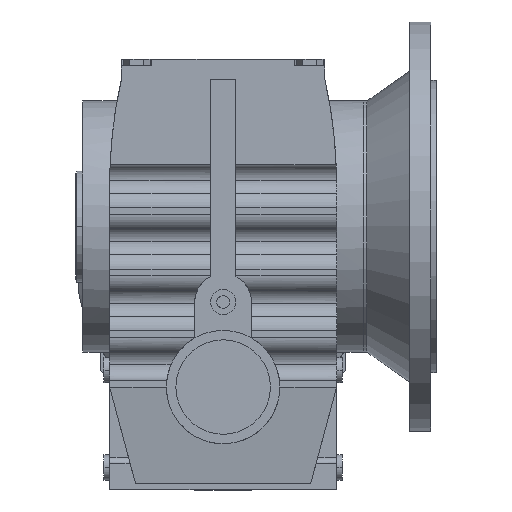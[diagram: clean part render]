
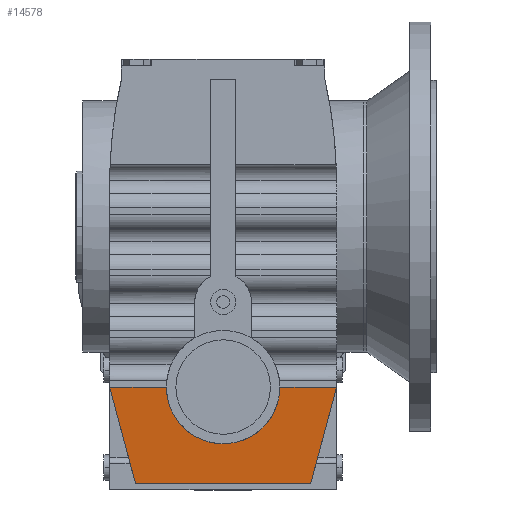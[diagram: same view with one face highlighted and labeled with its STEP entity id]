
A CAD part, top view. The second image highlights one B-rep face of the part: STEP entity #14578.
In plain terms, the highlighted planar face has unit normal (0, -0.108, 0.994).
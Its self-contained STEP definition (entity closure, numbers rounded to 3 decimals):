
#4420 = VERTEX_POINT('',#4421);
#4421 = CARTESIAN_POINT('',(-97.,-100.,320.375));
#4435 = PLANE('',#4436);
#4436 = AXIS2_PLACEMENT_3D('',#4437,#4438,#4439);
#4437 = CARTESIAN_POINT('',(-97.,-100.,-3.));
#4438 = DIRECTION('',(-0.966,-0.259,0.));
#4439 = DIRECTION('',(0.259,-0.966,0.));
#4463 = PLANE('',#4464);
#4464 = AXIS2_PLACEMENT_3D('',#4465,#4466,#4467);
#4465 = CARTESIAN_POINT('',(97.,180.5,320.375));
#4466 = DIRECTION('',(0.,0.,-1.));
#4467 = DIRECTION('',(0.,1.,0.));
#8486 = VERTEX_POINT('',#8487);
#8487 = CARTESIAN_POINT('',(-48.5,-100.,320.375));
#8533 = EDGE_CURVE('',#8486,#4420,#8534,.T.);
#8534 = SURFACE_CURVE('',#8535,(#8539,#8546),.PCURVE_S1.);
#8535 = LINE('',#8536,#8537);
#8536 = CARTESIAN_POINT('',(97.,-100.,320.375));
#8537 = VECTOR('',#8538,1.);
#8538 = DIRECTION('',(-1.,0.,0.));
#8539 = PCURVE('',#4463,#8540);
#8540 = DEFINITIONAL_REPRESENTATION('',(#8541),#8545);
#8541 = LINE('',#8542,#8543);
#8542 = CARTESIAN_POINT('',(-280.5,0.));
#8543 = VECTOR('',#8544,1.);
#8544 = DIRECTION('',(0.,-1.));
#8545 = ( GEOMETRIC_REPRESENTATION_CONTEXT(2) 
PARAMETRIC_REPRESENTATION_CONTEXT() REPRESENTATION_CONTEXT('2D SPACE',''
  ) );
#8546 = PCURVE('',#8547,#8552);
#8547 = PLANE('',#8548);
#8548 = AXIS2_PLACEMENT_3D('',#8549,#8550,#8551);
#8549 = CARTESIAN_POINT('',(97.,-182.5,311.375));
#8550 = DIRECTION('',(0.,0.108,-0.994));
#8551 = DIRECTION('',(0.,0.994,0.108));
#8552 = DEFINITIONAL_REPRESENTATION('',(#8553),#8557);
#8553 = LINE('',#8554,#8555);
#8554 = CARTESIAN_POINT('',(82.989,0.));
#8555 = VECTOR('',#8556,1.);
#8556 = DIRECTION('',(0.,-1.));
#8557 = ( GEOMETRIC_REPRESENTATION_CONTEXT(2) 
PARAMETRIC_REPRESENTATION_CONTEXT() REPRESENTATION_CONTEXT('2D SPACE',''
  ) );
#9329 = VERTEX_POINT('',#9330);
#9330 = CARTESIAN_POINT('',(-74.894,-182.5,311.375));
#9344 = PLANE('',#9345);
#9345 = AXIS2_PLACEMENT_3D('',#9346,#9347,#9348);
#9346 = CARTESIAN_POINT('',(97.,-182.5,49.375));
#9347 = DIRECTION('',(0.,1.,0.));
#9348 = DIRECTION('',(0.,0.,1.));
#9356 = EDGE_CURVE('',#9329,#4420,#9357,.T.);
#9357 = SURFACE_CURVE('',#9358,(#9362,#9369),.PCURVE_S1.);
#9358 = LINE('',#9359,#9360);
#9359 = CARTESIAN_POINT('',(-63.506,-225.002,
    306.738));
#9360 = VECTOR('',#9361,1.);
#9361 = DIRECTION('',(-0.257,0.961,0.105));
#9362 = PCURVE('',#4435,#9363);
#9363 = DEFINITIONAL_REPRESENTATION('',(#9364),#9368);
#9364 = LINE('',#9365,#9366);
#9365 = CARTESIAN_POINT('',(129.411,309.738));
#9366 = VECTOR('',#9367,1.);
#9367 = DIRECTION('',(-0.994,0.105));
#9368 = ( GEOMETRIC_REPRESENTATION_CONTEXT(2) 
PARAMETRIC_REPRESENTATION_CONTEXT() REPRESENTATION_CONTEXT('2D SPACE',''
  ) );
#9369 = PCURVE('',#8547,#9370);
#9370 = DEFINITIONAL_REPRESENTATION('',(#9371),#9375);
#9371 = LINE('',#9372,#9373);
#9372 = CARTESIAN_POINT('',(-42.754,-160.506));
#9373 = VECTOR('',#9374,1.);
#9374 = DIRECTION('',(0.966,-0.257));
#9375 = ( GEOMETRIC_REPRESENTATION_CONTEXT(2) 
PARAMETRIC_REPRESENTATION_CONTEXT() REPRESENTATION_CONTEXT('2D SPACE',''
  ) );
#9753 = PLANE('',#9754);
#9754 = AXIS2_PLACEMENT_3D('',#9755,#9756,#9757);
#9755 = CARTESIAN_POINT('',(97.,-100.,-3.));
#9756 = DIRECTION('',(0.966,-0.259,0.));
#9757 = DIRECTION('',(0.259,0.966,0.));
#12940 = VERTEX_POINT('',#12941);
#12941 = CARTESIAN_POINT('',(48.5,-100.,320.375));
#12954 = CYLINDRICAL_SURFACE('',#12955,48.5);
#12955 = AXIS2_PLACEMENT_3D('',#12956,#12957,#12958);
#12956 = CARTESIAN_POINT('',(0.,-100.,324.375));
#12957 = DIRECTION('',(0.,0.,-1.));
#12958 = DIRECTION('',(-1.,0.,0.));
#12981 = PLANE('',#12982);
#12982 = AXIS2_PLACEMENT_3D('',#12983,#12984,#12985);
#12983 = CARTESIAN_POINT('',(97.,180.5,320.375));
#12984 = DIRECTION('',(0.,0.,-1.));
#12985 = DIRECTION('',(0.,1.,0.));
#14281 = VERTEX_POINT('',#14282);
#14282 = CARTESIAN_POINT('',(97.,-100.,320.375));
#14578 = ADVANCED_FACE('',(#14579),#8547,.F.);
#14579 = FACE_BOUND('',#14580,.T.);
#14580 = EDGE_LOOP('',(#14581,#14626,#14627,#14628,#14651,#14672));
#14581 = ORIENTED_EDGE('',*,*,#14582,.F.);
#14582 = EDGE_CURVE('',#8486,#12940,#14583,.T.);
#14583 = SURFACE_CURVE('',#14584,(#14589,#14597),.PCURVE_S1.);
#14584 = ( BOUNDED_CURVE() B_SPLINE_CURVE(3,(#14585,#14586,#14587,#14588
),.UNSPECIFIED.,.F.,.F.) B_SPLINE_CURVE_WITH_KNOTS((4,4),(4.712
,7.854),.PIECEWISE_BEZIER_KNOTS.) CURVE() 
GEOMETRIC_REPRESENTATION_ITEM() RATIONAL_B_SPLINE_CURVE((1.,
0.333,0.333,1.)) REPRESENTATION_ITEM('') );
#14585 = CARTESIAN_POINT('',(-48.5,-100.,320.375));
#14586 = CARTESIAN_POINT('',(-48.5,-197.,309.793));
#14587 = CARTESIAN_POINT('',(48.5,-197.,309.793));
#14588 = CARTESIAN_POINT('',(48.5,-100.,320.375));
#14589 = PCURVE('',#8547,#14590);
#14590 = DEFINITIONAL_REPRESENTATION('',(#14591),#14596);
#14591 = ( BOUNDED_CURVE() B_SPLINE_CURVE(3,(#14592,#14593,#14594,#14595
),.UNSPECIFIED.,.F.,.F.) B_SPLINE_CURVE_WITH_KNOTS((4,4),(4.712
,7.854),.PIECEWISE_BEZIER_KNOTS.) CURVE() 
GEOMETRIC_REPRESENTATION_ITEM() RATIONAL_B_SPLINE_CURVE((1.,
0.333,0.333,1.)) REPRESENTATION_ITEM('') );
#14592 = CARTESIAN_POINT('',(82.989,-145.5));
#14593 = CARTESIAN_POINT('',(-14.586,-145.5));
#14594 = CARTESIAN_POINT('',(-14.586,-48.5));
#14595 = CARTESIAN_POINT('',(82.989,-48.5));
#14596 = ( GEOMETRIC_REPRESENTATION_CONTEXT(2) 
PARAMETRIC_REPRESENTATION_CONTEXT() REPRESENTATION_CONTEXT('2D SPACE',''
  ) );
#14597 = PCURVE('',#12954,#14598);
#14598 = DEFINITIONAL_REPRESENTATION('',(#14599),#14625);
#14599 = B_SPLINE_CURVE_WITH_KNOTS('',3,(#14600,#14601,#14602,#14603,
    #14604,#14605,#14606,#14607,#14608,#14609,#14610,#14611,#14612,
    #14613,#14614,#14615,#14616,#14617,#14618,#14619,#14620,#14621,
    #14622,#14623,#14624),.UNSPECIFIED.,.F.,.F.,(4,1,1,1,1,1,1,1,1,1,1,1
    ,1,1,1,1,1,1,1,1,1,1,4),(4.712,4.855,
    4.998,5.141,5.284,5.426,
    5.569,5.712,5.855,5.998,
    6.14,6.283,6.426,6.569,
    6.712,6.854,6.997,7.14,
    7.283,7.426,7.568,7.711,
    7.854),.QUASI_UNIFORM_KNOTS.);
#14600 = CARTESIAN_POINT('',(6.283,4.));
#14601 = CARTESIAN_POINT('',(6.253,4.16));
#14602 = CARTESIAN_POINT('',(6.19,4.496));
#14603 = CARTESIAN_POINT('',(6.085,5.041));
#14604 = CARTESIAN_POINT('',(5.972,5.625));
#14605 = CARTESIAN_POINT('',(5.848,6.238));
#14606 = CARTESIAN_POINT('',(5.713,6.866));
#14607 = CARTESIAN_POINT('',(5.567,7.485));
#14608 = CARTESIAN_POINT('',(5.412,8.067));
#14609 = CARTESIAN_POINT('',(5.246,8.577));
#14610 = CARTESIAN_POINT('',(5.073,8.976));
#14611 = CARTESIAN_POINT('',(4.894,9.232));
#14612 = CARTESIAN_POINT('',(4.712,9.32));
#14613 = CARTESIAN_POINT('',(4.531,9.232));
#14614 = CARTESIAN_POINT('',(4.352,8.976));
#14615 = CARTESIAN_POINT('',(4.179,8.577));
#14616 = CARTESIAN_POINT('',(4.013,8.067));
#14617 = CARTESIAN_POINT('',(3.857,7.485));
#14618 = CARTESIAN_POINT('',(3.712,6.866));
#14619 = CARTESIAN_POINT('',(3.577,6.238));
#14620 = CARTESIAN_POINT('',(3.453,5.625));
#14621 = CARTESIAN_POINT('',(3.339,5.041));
#14622 = CARTESIAN_POINT('',(3.235,4.496));
#14623 = CARTESIAN_POINT('',(3.172,4.16));
#14624 = CARTESIAN_POINT('',(3.142,4.));
#14625 = ( GEOMETRIC_REPRESENTATION_CONTEXT(2) 
PARAMETRIC_REPRESENTATION_CONTEXT() REPRESENTATION_CONTEXT('2D SPACE',''
  ) );
#14626 = ORIENTED_EDGE('',*,*,#8533,.T.);
#14627 = ORIENTED_EDGE('',*,*,#9356,.F.);
#14628 = ORIENTED_EDGE('',*,*,#14629,.F.);
#14629 = EDGE_CURVE('',#14630,#9329,#14632,.T.);
#14630 = VERTEX_POINT('',#14631);
#14631 = CARTESIAN_POINT('',(74.894,-182.5,311.375));
#14632 = SURFACE_CURVE('',#14633,(#14637,#14644),.PCURVE_S1.);
#14633 = LINE('',#14634,#14635);
#14634 = CARTESIAN_POINT('',(97.,-182.5,311.375));
#14635 = VECTOR('',#14636,1.);
#14636 = DIRECTION('',(-1.,0.,0.));
#14637 = PCURVE('',#8547,#14638);
#14638 = DEFINITIONAL_REPRESENTATION('',(#14639),#14643);
#14639 = LINE('',#14640,#14641);
#14640 = CARTESIAN_POINT('',(0.,0.));
#14641 = VECTOR('',#14642,1.);
#14642 = DIRECTION('',(0.,-1.));
#14643 = ( GEOMETRIC_REPRESENTATION_CONTEXT(2) 
PARAMETRIC_REPRESENTATION_CONTEXT() REPRESENTATION_CONTEXT('2D SPACE',''
  ) );
#14644 = PCURVE('',#9344,#14645);
#14645 = DEFINITIONAL_REPRESENTATION('',(#14646),#14650);
#14646 = LINE('',#14647,#14648);
#14647 = CARTESIAN_POINT('',(262.,0.));
#14648 = VECTOR('',#14649,1.);
#14649 = DIRECTION('',(0.,-1.));
#14650 = ( GEOMETRIC_REPRESENTATION_CONTEXT(2) 
PARAMETRIC_REPRESENTATION_CONTEXT() REPRESENTATION_CONTEXT('2D SPACE',''
  ) );
#14651 = ORIENTED_EDGE('',*,*,#14652,.F.);
#14652 = EDGE_CURVE('',#14281,#14630,#14653,.T.);
#14653 = SURFACE_CURVE('',#14654,(#14658,#14665),.PCURVE_S1.);
#14654 = LINE('',#14655,#14656);
#14655 = CARTESIAN_POINT('',(76.359,-177.034,
    311.971));
#14656 = VECTOR('',#14657,1.);
#14657 = DIRECTION('',(-0.257,-0.961,-0.105)
  );
#14658 = PCURVE('',#8547,#14659);
#14659 = DEFINITIONAL_REPRESENTATION('',(#14660),#14664);
#14660 = LINE('',#14661,#14662);
#14661 = CARTESIAN_POINT('',(5.498,-20.641));
#14662 = VECTOR('',#14663,1.);
#14663 = DIRECTION('',(-0.966,-0.257));
#14664 = ( GEOMETRIC_REPRESENTATION_CONTEXT(2) 
PARAMETRIC_REPRESENTATION_CONTEXT() REPRESENTATION_CONTEXT('2D SPACE',''
  ) );
#14665 = PCURVE('',#9753,#14666);
#14666 = DEFINITIONAL_REPRESENTATION('',(#14667),#14671);
#14667 = LINE('',#14668,#14669);
#14668 = CARTESIAN_POINT('',(-79.752,314.971));
#14669 = VECTOR('',#14670,1.);
#14670 = DIRECTION('',(-0.994,-0.105));
#14671 = ( GEOMETRIC_REPRESENTATION_CONTEXT(2) 
PARAMETRIC_REPRESENTATION_CONTEXT() REPRESENTATION_CONTEXT('2D SPACE',''
  ) );
#14672 = ORIENTED_EDGE('',*,*,#14673,.T.);
#14673 = EDGE_CURVE('',#14281,#12940,#14674,.T.);
#14674 = SURFACE_CURVE('',#14675,(#14679,#14686),.PCURVE_S1.);
#14675 = LINE('',#14676,#14677);
#14676 = CARTESIAN_POINT('',(97.,-100.,320.375));
#14677 = VECTOR('',#14678,1.);
#14678 = DIRECTION('',(-1.,0.,0.));
#14679 = PCURVE('',#8547,#14680);
#14680 = DEFINITIONAL_REPRESENTATION('',(#14681),#14685);
#14681 = LINE('',#14682,#14683);
#14682 = CARTESIAN_POINT('',(82.989,0.));
#14683 = VECTOR('',#14684,1.);
#14684 = DIRECTION('',(0.,-1.));
#14685 = ( GEOMETRIC_REPRESENTATION_CONTEXT(2) 
PARAMETRIC_REPRESENTATION_CONTEXT() REPRESENTATION_CONTEXT('2D SPACE',''
  ) );
#14686 = PCURVE('',#12981,#14687);
#14687 = DEFINITIONAL_REPRESENTATION('',(#14688),#14692);
#14688 = LINE('',#14689,#14690);
#14689 = CARTESIAN_POINT('',(-280.5,0.));
#14690 = VECTOR('',#14691,1.);
#14691 = DIRECTION('',(0.,-1.));
#14692 = ( GEOMETRIC_REPRESENTATION_CONTEXT(2) 
PARAMETRIC_REPRESENTATION_CONTEXT() REPRESENTATION_CONTEXT('2D SPACE',''
  ) );
